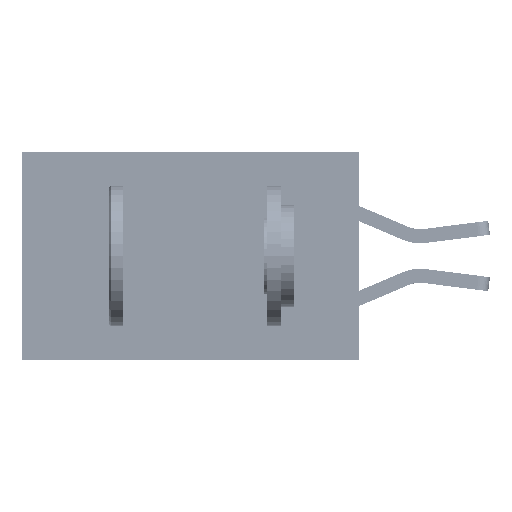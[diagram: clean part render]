
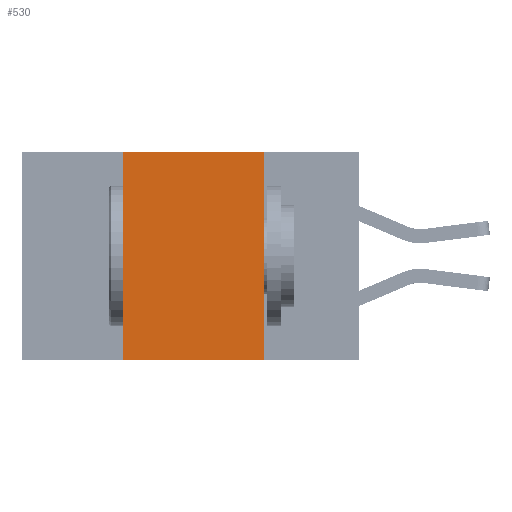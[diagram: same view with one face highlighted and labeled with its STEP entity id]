
A CAD part, left-side view. The second image highlights one B-rep face of the part: STEP entity #530.
In plain terms, the highlighted planar face has unit normal (-1, 0, 0).
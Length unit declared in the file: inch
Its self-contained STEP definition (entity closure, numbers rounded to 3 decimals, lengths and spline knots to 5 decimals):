
#530 = ADVANCED_FACE ( 'NONE', ( #41588 ), #5003, .F. ) ;
#2421 = EDGE_CURVE ( 'NONE', #50614, #51502, #21281, .T. ) ;
#2453 = VERTEX_POINT ( 'NONE', #32121 ) ;
#4641 = EDGE_CURVE ( 'NONE', #50614, #22423, #44384, .T. ) ;
#5001 = ORIENTED_EDGE ( 'NONE', *, *, #38735, .F. ) ;
#5003 = PLANE ( 'NONE',  #44279 ) ;
#9792 = LINE ( 'NONE', #47937, #51293 ) ;
#11670 = CARTESIAN_POINT ( 'NONE',  ( 0., 0.6, -0.37 ) ) ;
#13260 = CARTESIAN_POINT ( 'NONE',  ( 0., 0.6, 0. ) ) ;
#14513 = CARTESIAN_POINT ( 'NONE',  ( 0., 0.42, -0.37 ) ) ;
#17792 = DIRECTION ( 'NONE',  ( 0., 0., 1. ) ) ;
#19678 = EDGE_LOOP ( 'NONE', ( #46648, #5001, #50443, #34173 ) ) ;
#21281 = LINE ( 'NONE', #11670, #41407 ) ;
#21328 = DIRECTION ( 'NONE',  ( 1., 0., 0. ) ) ;
#22423 = VERTEX_POINT ( 'NONE', #38333 ) ;
#23404 = VECTOR ( 'NONE', #30767, 39.37008 ) ;
#25901 = CARTESIAN_POINT ( 'NONE',  ( 0., 0.42, 0. ) ) ;
#27641 = EDGE_CURVE ( 'NONE', #2453, #51502, #9792, .T. ) ;
#27791 = CARTESIAN_POINT ( 'NONE',  ( 0., 0.17, -0.37 ) ) ;
#30767 = DIRECTION ( 'NONE',  ( 0., -1., 0. ) ) ;
#32121 = CARTESIAN_POINT ( 'NONE',  ( 0., 0.17, 0. ) ) ;
#34152 = LINE ( 'NONE', #38622, #23404 ) ;
#34173 = ORIENTED_EDGE ( 'NONE', *, *, #2421, .T. ) ;
#36057 = DIRECTION ( 'NONE',  ( 0., 0., -1. ) ) ;
#38333 = CARTESIAN_POINT ( 'NONE',  ( 0., 0.42, 0. ) ) ;
#38622 = CARTESIAN_POINT ( 'NONE',  ( 0., 0.6, 0. ) ) ;
#38735 = EDGE_CURVE ( 'NONE', #22423, #2453, #34152, .T. ) ;
#41407 = VECTOR ( 'NONE', #43821, 39.37008 ) ;
#41588 = FACE_OUTER_BOUND ( 'NONE', #19678, .T. ) ;
#43117 = VECTOR ( 'NONE', #17792, 39.37008 ) ;
#43821 = DIRECTION ( 'NONE',  ( 0., -1., 0. ) ) ;
#44279 = AXIS2_PLACEMENT_3D ( 'NONE', #13260, #21328, #49441 ) ;
#44384 = LINE ( 'NONE', #25901, #43117 ) ;
#46648 = ORIENTED_EDGE ( 'NONE', *, *, #27641, .F. ) ;
#47937 = CARTESIAN_POINT ( 'NONE',  ( 0., 0.17, 0. ) ) ;
#49441 = DIRECTION ( 'NONE',  ( 0., 0., -1. ) ) ;
#50443 = ORIENTED_EDGE ( 'NONE', *, *, #4641, .F. ) ;
#50614 = VERTEX_POINT ( 'NONE', #14513 ) ;
#51293 = VECTOR ( 'NONE', #36057, 39.37008 ) ;
#51502 = VERTEX_POINT ( 'NONE', #27791 ) ;
